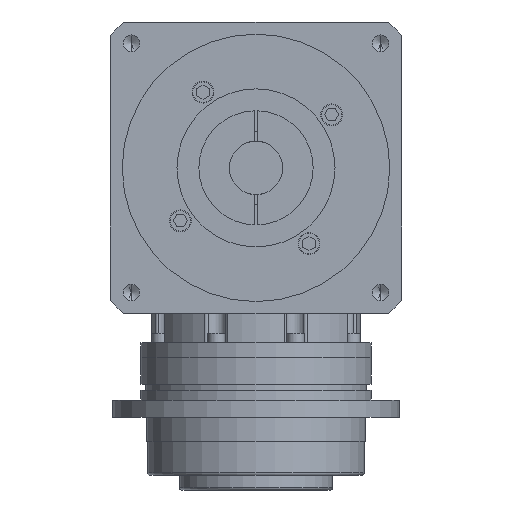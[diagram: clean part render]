
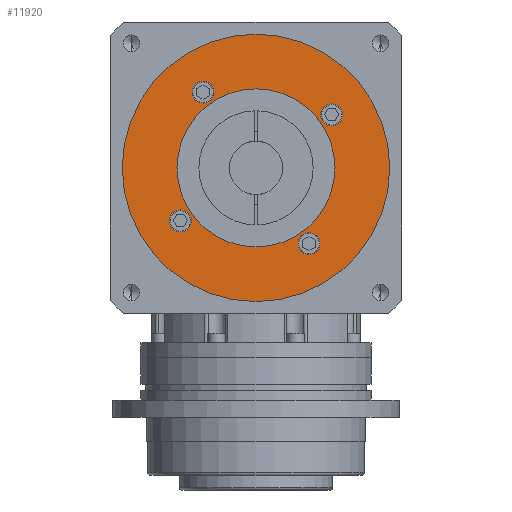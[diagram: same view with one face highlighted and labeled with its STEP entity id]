
A CAD part, front view. The second image highlights one B-rep face of the part: STEP entity #11920.
In plain terms, the highlighted planar face has unit normal (0, -1, 0).
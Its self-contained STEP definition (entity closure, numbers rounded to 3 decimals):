
#27 = ORIENTED_EDGE ( 'NONE', *, *, #4833, .F. ) ;
#38 = EDGE_LOOP ( 'NONE', ( #2060, #11280 ) ) ;
#143 = CARTESIAN_POINT ( 'NONE',  ( 0., -101., 10.5 ) ) ;
#244 = EDGE_LOOP ( 'NONE', ( #3109, #14824 ) ) ;
#331 = AXIS2_PLACEMENT_3D ( 'NONE', #6187, #14367, #7387 ) ;
#372 = VERTEX_POINT ( 'NONE', #9301 ) ;
#1184 = CARTESIAN_POINT ( 'NONE',  ( 0., -101., 43. ) ) ;
#1235 = VERTEX_POINT ( 'NONE', #6045 ) ;
#1244 = EDGE_CURVE ( 'NONE', #10896, #5407, #4148, .T. ) ;
#1295 = EDGE_CURVE ( 'NONE', #11204, #5674, #8533, .T. ) ;
#1412 = ORIENTED_EDGE ( 'NONE', *, *, #11112, .F. ) ;
#1433 = FACE_BOUND ( 'NONE', #4595, .T. ) ;
#1473 = CIRCLE ( 'NONE', #14500, 4.5 ) ;
#1586 = CARTESIAN_POINT ( 'NONE',  ( -31.128, -101., 21.204 ) ) ;
#1686 = CIRCLE ( 'NONE', #1799, 55. ) ;
#1747 = CARTESIAN_POINT ( 'NONE',  ( 21.796, -101., 7.372 ) ) ;
#1770 = AXIS2_PLACEMENT_3D ( 'NONE', #13101, #6103, #14275 ) ;
#1799 = AXIS2_PLACEMENT_3D ( 'NONE', #13246, #6239, #14423 ) ;
#2060 = ORIENTED_EDGE ( 'NONE', *, *, #6057, .T. ) ;
#2090 = EDGE_CURVE ( 'NONE', #12635, #372, #8692, .T. ) ;
#2135 = VERTEX_POINT ( 'NONE', #1747 ) ;
#2315 = DIRECTION ( 'NONE',  ( 0., 0., -1. ) ) ;
#2321 = CARTESIAN_POINT ( 'NONE',  ( 21.796, -101., 16.372 ) ) ;
#2409 = EDGE_LOOP ( 'NONE', ( #5172, #8718 ) ) ;
#2738 = DIRECTION ( 'NONE',  ( 0., 0., -1. ) ) ;
#2743 = ORIENTED_EDGE ( 'NONE', *, *, #2090, .F. ) ;
#2753 = EDGE_CURVE ( 'NONE', #2135, #12465, #4026, .T. ) ;
#2855 = CARTESIAN_POINT ( 'NONE',  ( 0., -101., -12. ) ) ;
#2963 = VERTEX_POINT ( 'NONE', #14862 ) ;
#3081 = CIRCLE ( 'NONE', #331, 32.5 ) ;
#3098 = CIRCLE ( 'NONE', #4808, 55. ) ;
#3109 = ORIENTED_EDGE ( 'NONE', *, *, #5790, .F. ) ;
#3224 = EDGE_CURVE ( 'NONE', #12465, #2135, #3815, .T. ) ;
#3393 = AXIS2_PLACEMENT_3D ( 'NONE', #1586, #9741, #2738 ) ;
#3502 = CARTESIAN_POINT ( 'NONE',  ( 21.796, -101., 11.872 ) ) ;
#3575 = VERTEX_POINT ( 'NONE', #8451 ) ;
#3815 = CIRCLE ( 'NONE', #5808, 4.5 ) ;
#4026 = CIRCLE ( 'NONE', #12160, 4.5 ) ;
#4148 = CIRCLE ( 'NONE', #1770, 32.5 ) ;
#4155 = FACE_OUTER_BOUND ( 'NONE', #38, .T. ) ;
#4326 = CARTESIAN_POINT ( 'NONE',  ( -21.796, -101., 74.128 ) ) ;
#4421 = CIRCLE ( 'NONE', #9998, 4.5 ) ;
#4432 = CARTESIAN_POINT ( 'NONE',  ( 21.796, -101., 11.872 ) ) ;
#4454 = DIRECTION ( 'NONE',  ( 0., -1., 0. ) ) ;
#4595 = EDGE_LOOP ( 'NONE', ( #2743, #27 ) ) ;
#4619 = DIRECTION ( 'NONE',  ( 0., -1., 0. ) ) ;
#4680 = DIRECTION ( 'NONE',  ( 0., 0., -1. ) ) ;
#4808 = AXIS2_PLACEMENT_3D ( 'NONE', #1184, #9312, #2315 ) ;
#4833 = EDGE_CURVE ( 'NONE', #372, #12635, #4421, .T. ) ;
#5172 = ORIENTED_EDGE ( 'NONE', *, *, #6513, .F. ) ;
#5245 = CARTESIAN_POINT ( 'NONE',  ( 31.128, -101., 64.796 ) ) ;
#5337 = CARTESIAN_POINT ( 'NONE',  ( -21.796, -101., 78.628 ) ) ;
#5407 = VERTEX_POINT ( 'NONE', #143 ) ;
#5508 = DIRECTION ( 'NONE',  ( 0., 0., -1. ) ) ;
#5561 = EDGE_CURVE ( 'NONE', #1235, #10098, #1686, .T. ) ;
#5613 = DIRECTION ( 'NONE',  ( 0., 0., -1. ) ) ;
#5653 = CARTESIAN_POINT ( 'NONE',  ( -21.796, -101., 69.628 ) ) ;
#5674 = VERTEX_POINT ( 'NONE', #5337 ) ;
#5790 = EDGE_CURVE ( 'NONE', #3575, #2963, #8599, .T. ) ;
#5808 = AXIS2_PLACEMENT_3D ( 'NONE', #3502, #11680, #4680 ) ;
#5959 = EDGE_CURVE ( 'NONE', #2963, #3575, #1473, .T. ) ;
#6045 = CARTESIAN_POINT ( 'NONE',  ( 0., -101., 98. ) ) ;
#6057 = EDGE_CURVE ( 'NONE', #10098, #1235, #3098, .T. ) ;
#6103 = DIRECTION ( 'NONE',  ( 0., -1., 0. ) ) ;
#6187 = CARTESIAN_POINT ( 'NONE',  ( 0., -101., 43. ) ) ;
#6195 = DIRECTION ( 'NONE',  ( 0., -1., 0. ) ) ;
#6239 = DIRECTION ( 'NONE',  ( 0., -1., 0. ) ) ;
#6423 = DIRECTION ( 'NONE',  ( 0., 0., -1. ) ) ;
#6513 = EDGE_CURVE ( 'NONE', #5407, #10896, #3081, .T. ) ;
#6943 = DIRECTION ( 'NONE',  ( 0., -1., 0. ) ) ;
#7194 = CIRCLE ( 'NONE', #14361, 4.5 ) ;
#7267 = FACE_BOUND ( 'NONE', #2409, .T. ) ;
#7387 = DIRECTION ( 'NONE',  ( 0., 0., -1. ) ) ;
#8024 = AXIS2_PLACEMENT_3D ( 'NONE', #13214, #6195, #8378 ) ;
#8211 = ORIENTED_EDGE ( 'NONE', *, *, #1295, .F. ) ;
#8378 = DIRECTION ( 'NONE',  ( 0., 0., -1. ) ) ;
#8451 = CARTESIAN_POINT ( 'NONE',  ( 31.128, -101., 60.296 ) ) ;
#8530 = AXIS2_PLACEMENT_3D ( 'NONE', #5245, #13410, #6423 ) ;
#8533 = CIRCLE ( 'NONE', #8024, 4.5 ) ;
#8599 = CIRCLE ( 'NONE', #8530, 4.5 ) ;
#8612 = EDGE_LOOP ( 'NONE', ( #13578, #12589 ) ) ;
#8692 = CIRCLE ( 'NONE', #3393, 4.5 ) ;
#8718 = ORIENTED_EDGE ( 'NONE', *, *, #1244, .F. ) ;
#9301 = CARTESIAN_POINT ( 'NONE',  ( -31.128, -101., 25.704 ) ) ;
#9312 = DIRECTION ( 'NONE',  ( 0., -1., 0. ) ) ;
#9741 = DIRECTION ( 'NONE',  ( 0., -1., 0. ) ) ;
#9998 = AXIS2_PLACEMENT_3D ( 'NONE', #11615, #4619, #12795 ) ;
#10098 = VERTEX_POINT ( 'NONE', #2855 ) ;
#10356 = FACE_BOUND ( 'NONE', #8612, .T. ) ;
#10393 = PLANE ( 'NONE',  #11745 ) ;
#10733 = FACE_BOUND ( 'NONE', #244, .T. ) ;
#10896 = VERTEX_POINT ( 'NONE', #12032 ) ;
#11112 = EDGE_CURVE ( 'NONE', #5674, #11204, #7194, .T. ) ;
#11204 = VERTEX_POINT ( 'NONE', #5653 ) ;
#11280 = ORIENTED_EDGE ( 'NONE', *, *, #5561, .T. ) ;
#11466 = CARTESIAN_POINT ( 'NONE',  ( 31.128, -101., 64.796 ) ) ;
#11615 = CARTESIAN_POINT ( 'NONE',  ( -31.128, -101., 21.204 ) ) ;
#11680 = DIRECTION ( 'NONE',  ( 0., -1., 0. ) ) ;
#11745 = AXIS2_PLACEMENT_3D ( 'NONE', #13929, #6943, #15094 ) ;
#11920 = ADVANCED_FACE ( 'NONE', ( #13477, #1433, #10356, #10733, #7267, #4155 ), #10393, .T. ) ;
#12005 = CARTESIAN_POINT ( 'NONE',  ( -31.128, -101., 16.704 ) ) ;
#12032 = CARTESIAN_POINT ( 'NONE',  ( 0., -101., 75.5 ) ) ;
#12160 = AXIS2_PLACEMENT_3D ( 'NONE', #4432, #12607, #5613 ) ;
#12465 = VERTEX_POINT ( 'NONE', #2321 ) ;
#12503 = DIRECTION ( 'NONE',  ( 0., -1., 0. ) ) ;
#12589 = ORIENTED_EDGE ( 'NONE', *, *, #3224, .F. ) ;
#12607 = DIRECTION ( 'NONE',  ( 0., -1., 0. ) ) ;
#12628 = DIRECTION ( 'NONE',  ( 0., 0., -1. ) ) ;
#12635 = VERTEX_POINT ( 'NONE', #12005 ) ;
#12795 = DIRECTION ( 'NONE',  ( 0., 0., -1. ) ) ;
#13101 = CARTESIAN_POINT ( 'NONE',  ( 0., -101., 43. ) ) ;
#13214 = CARTESIAN_POINT ( 'NONE',  ( -21.796, -101., 74.128 ) ) ;
#13246 = CARTESIAN_POINT ( 'NONE',  ( 0., -101., 43. ) ) ;
#13410 = DIRECTION ( 'NONE',  ( 0., -1., 0. ) ) ;
#13477 = FACE_BOUND ( 'NONE', #14491, .T. ) ;
#13578 = ORIENTED_EDGE ( 'NONE', *, *, #2753, .F. ) ;
#13929 = CARTESIAN_POINT ( 'NONE',  ( 0., -101., 43. ) ) ;
#14275 = DIRECTION ( 'NONE',  ( 0., 0., -1. ) ) ;
#14361 = AXIS2_PLACEMENT_3D ( 'NONE', #4326, #12503, #5508 ) ;
#14367 = DIRECTION ( 'NONE',  ( 0., -1., 0. ) ) ;
#14423 = DIRECTION ( 'NONE',  ( 0., 0., -1. ) ) ;
#14491 = EDGE_LOOP ( 'NONE', ( #8211, #1412 ) ) ;
#14500 = AXIS2_PLACEMENT_3D ( 'NONE', #11466, #4454, #12628 ) ;
#14824 = ORIENTED_EDGE ( 'NONE', *, *, #5959, .F. ) ;
#14862 = CARTESIAN_POINT ( 'NONE',  ( 31.128, -101., 69.296 ) ) ;
#15094 = DIRECTION ( 'NONE',  ( 0., 0., -1. ) ) ;
